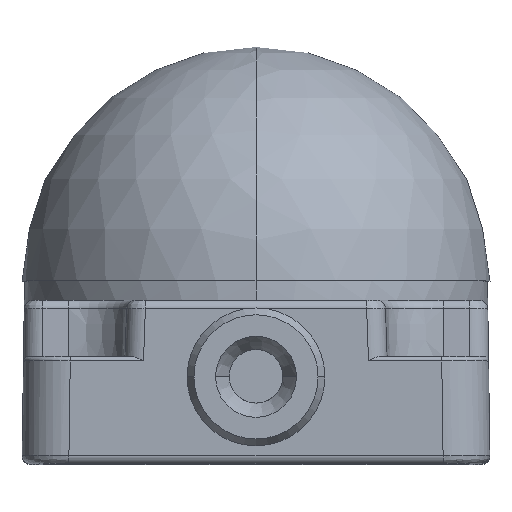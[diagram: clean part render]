
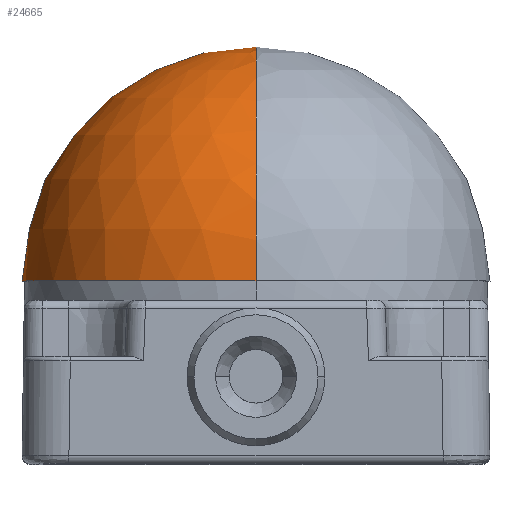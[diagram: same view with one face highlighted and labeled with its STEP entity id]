
A CAD part, top view. The second image highlights one B-rep face of the part: STEP entity #24665.
In plain terms, the highlighted spherical face has radius 25 mm.
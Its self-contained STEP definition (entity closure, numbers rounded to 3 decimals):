
#24275=CARTESIAN_POINT('',(0.,-25.,0.));
#24276=DIRECTION('',(1.,0.,0.));
#24277=DIRECTION('',(0.,0.,-1.));
#24278=AXIS2_PLACEMENT_3D('',#24275,#24276,#24277);
#24280=CARTESIAN_POINT('',(0.,-25.,0.));
#24281=DIRECTION('',(-1.,0.,0.));
#24282=DIRECTION('',(0.,0.,1.));
#24283=AXIS2_PLACEMENT_3D('',#24280,#24281,#24282);
#24285=CARTESIAN_POINT('',(0.,-25.,0.));
#24286=DIRECTION('',(0.,1.,0.));
#24287=DIRECTION('',(0.,0.,-1.));
#24288=AXIS2_PLACEMENT_3D('',#24285,#24286,#24287);
#24312=CARTESIAN_POINT('',(0.,-25.,-25.));
#24313=CARTESIAN_POINT('',(0.,0.,0.));
#24314=VERTEX_POINT('',#24312);
#24315=VERTEX_POINT('',#24313);
#24318=CARTESIAN_POINT('',(0.,-25.,25.));
#24319=VERTEX_POINT('',#24318);
#24653=CARTESIAN_POINT('',(0.,-25.,0.));
#24654=DIRECTION('',(0.,-1.,0.));
#24655=DIRECTION('',(0.,0.,1.));
#24656=AXIS2_PLACEMENT_3D('',#24653,#24654,#24655);
#24657=SPHERICAL_SURFACE('',#24656,25.);
#24659=ORIENTED_EDGE('',*,*,#24658,.T.);
#24661=ORIENTED_EDGE('',*,*,#24660,.F.);
#24662=ORIENTED_EDGE('',*,*,#24642,.F.);
#24663=EDGE_LOOP('',(#24659,#24661,#24662));
#24664=FACE_OUTER_BOUND('',#24663,.F.);
#24665=ADVANCED_FACE('',(#24664),#24657,.T.);
#24279=CIRCLE('',#24278,25.);
#24284=CIRCLE('',#24283,25.);
#24289=CIRCLE('',#24288,25.);
#24642=EDGE_CURVE('',#24314,#24319,#24289,.T.);
#24658=EDGE_CURVE('',#24314,#24315,#24279,.T.);
#24660=EDGE_CURVE('',#24319,#24315,#24284,.T.);
